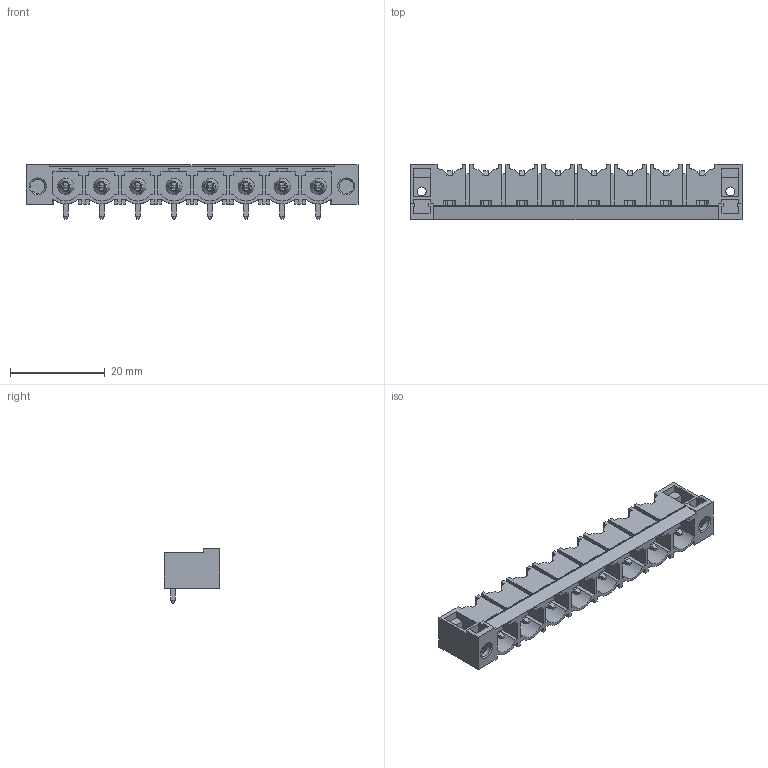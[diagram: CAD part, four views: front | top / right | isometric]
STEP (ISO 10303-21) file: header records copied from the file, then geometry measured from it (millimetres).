
FILE_DESCRIPTION(('CATIA V5 STEP Exchange','CAx-IF Rec.Pracs.--- Model Styling and Organization---1.2---2011-12-15'),'2;1');
FILE_NAME ('D1448663_0_1124350000_1124350000.stp','2018-11-14T13:54:41+00:00',('none'),('Weidmueller'),'CATIA Version 5-6 Release 2014','CATIA V5 STEP AP214','none');
FILE_SCHEMA(('AUTOMOTIVE_DESIGN { 1 0 10303 214 1 1 1 1 }'));
Length unit declared in the file: millimetre
Products named in the file (1): 1124350000
Bounding box: 70.14 x 11.75 x 11.6 mm (x, y, z)
Volume: 2710 mm3; surface area: 6319.5 mm2
Topology: 9 solids, 9 shells, 635 faces, 1767 edges, 1152 vertices
Faces by surface type: plane 519, cylinder 76, cone 24, torus 16
Entity records: 18184 total; most frequent: ORIENTED_EDGE 3534, CARTESIAN_POINT 3329, DIRECTION 2297, EDGE_CURVE 1751, VECTOR 1463, LINE 1463, VERTEX_POINT 1120, EDGE_LOOP 681
